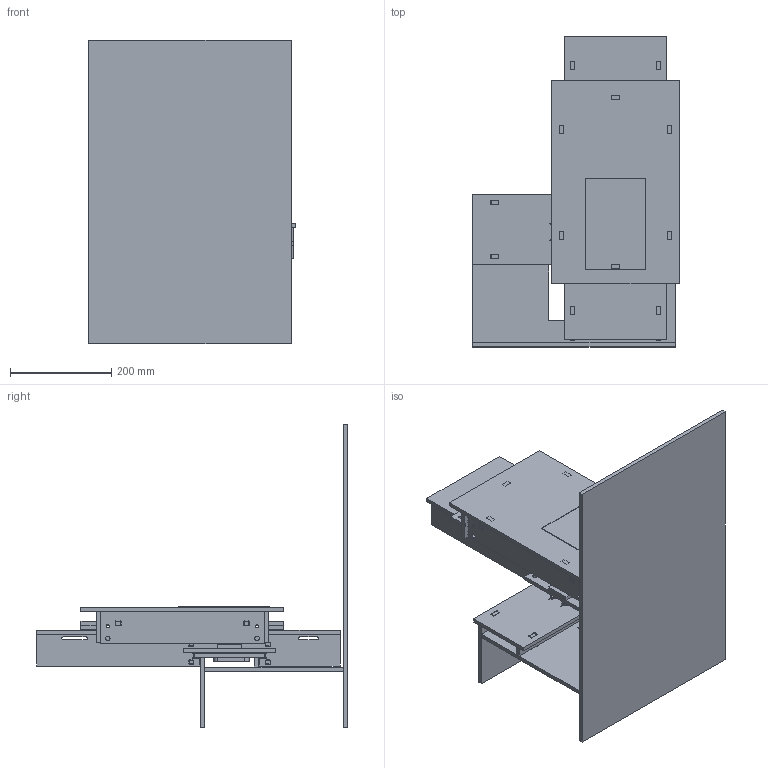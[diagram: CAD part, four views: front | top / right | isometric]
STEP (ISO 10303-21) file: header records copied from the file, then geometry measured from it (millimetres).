
FILE_DESCRIPTION(/* description */ (''),/* implementation_level */ '2;1');
FILE_NAME(/* name */ 'x-y_table_fusion_step.step',/* time_stamp */ '2018-09-18T16:22:30+02:00',/* author */ ('jaknil'),/* organization */ (''),/* preprocessor_version */ 'ST-DEVELOPER v17.2',/* originating_system */ 'Autodesk Translation Framework v7.6.0.251',/* authorisation */ '');
FILE_SCHEMA (('AUTOMOTIVE_DESIGN { 1 0 10303 214 3 1 1 }'));
Length unit declared in the file: millimetre
Products named in the file (24): x-y_table; Fresh; y_carriage; plate (1); single_wheel_holder (1); single_wheel_holder (2); Spoilboard; top (1); side (1); x_carriage; plate; side; single_wheel_holder; top; Basey; base_x; base; rail; rail_stand; rail_stand(Mirror); Motor-assy; Motor-assy_1; Motor_plate_y v3; FLOOR
Assembly tree (29 placements, depth 4):
  x-y_table
    Fresh
      y_carriage
        plate (1)
        top (1)  x2
        side (1)  x2
        single_wheel_holder (1)
        single_wheel_holder (2)
        Spoilboard
      x_carriage
        plate
        side  x2
        single_wheel_holder  x2
        top  x2
        Basey
      base_x
        base
        rail
        rail_stand
        rail_stand(Mirror)
      Motor-assy
        Motor_plate_y v3
      Motor-assy_1
        Motor_plate_y v3
      FLOOR
Bounding box: 408 x 614.48 x 600 mm (x, y, z)
Volume: 7487203.3 mm3; surface area: 2137003.8 mm2
Topology: 24 solids, 24 shells, 1222 faces, 3465 edges, 2316 vertices
Faces by surface type: plane 818, cylinder 404
Full cylindrical faces by diameter (mm): 4.2 x8, 5.5 x15, 6 x29, 7 x4, 9 x12, 37 x2
Entity records: 29105 total; most frequent: CARTESIAN_POINT 4986, ORIENTED_EDGE 4876, DIRECTION 4834, EDGE_CURVE 2438, LINE 1878, VECTOR 1878, VERTEX_POINT 1630, AXIS2_PLACEMENT_3D 1478
